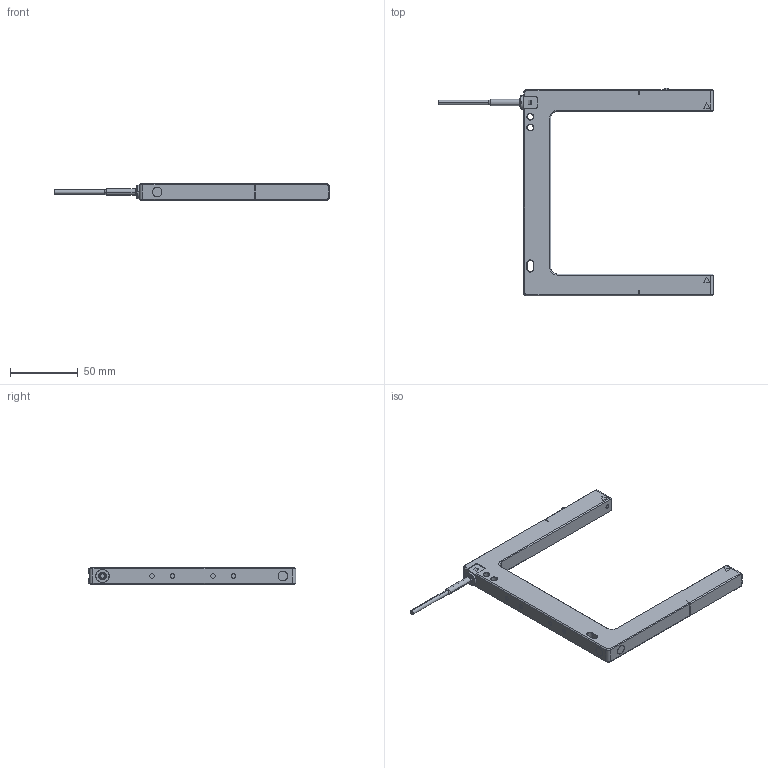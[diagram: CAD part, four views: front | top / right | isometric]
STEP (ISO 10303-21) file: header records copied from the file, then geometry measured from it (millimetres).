
FILE_DESCRIPTION((''),'2;1');
FILE_NAME('137656_SM01_ASM','2022-03-29T08:22:38',('PDMAdmin'),('BANNER ENGINEERING'),'CREO PARAMETRIC BY PTC INC, 2019292','CREO PARAMETRIC BY PTC INC, 2019292','');
FILE_SCHEMA(('CONFIG_CONTROL_DESIGN'));
Products named in the file (4): 137656_EP01; 127047; CABLE_130; 137656_SM01_ASM
Assembly tree (3 placements, depth 2):
  137656_SM01_ASM
    137656_EP01
    127047
    CABLE_130
Bounding box: 202.63 x 153 x 12 mm (x, y, z)
Volume: 81975.3 mm3; surface area: 25278.3 mm2
Topology: 3 solids, 3 shells, 295 faces, 696 edges, 440 vertices
Faces by surface type: plane 149, cylinder 100, cone 40, torus 6
Entity records: 9861 total; most frequent: CARTESIAN_POINT 2869, DIRECTION 1458, ORIENTED_EDGE 1392, EDGE_CURVE 696, AXIS2_PLACEMENT_3D 508, VECTOR 442, LINE 442, VERTEX_POINT 440
